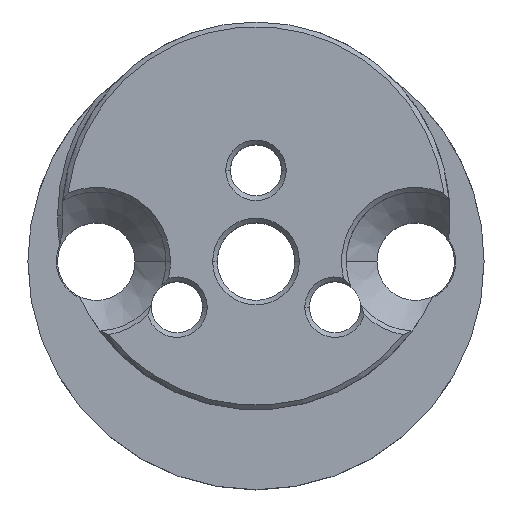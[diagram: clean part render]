
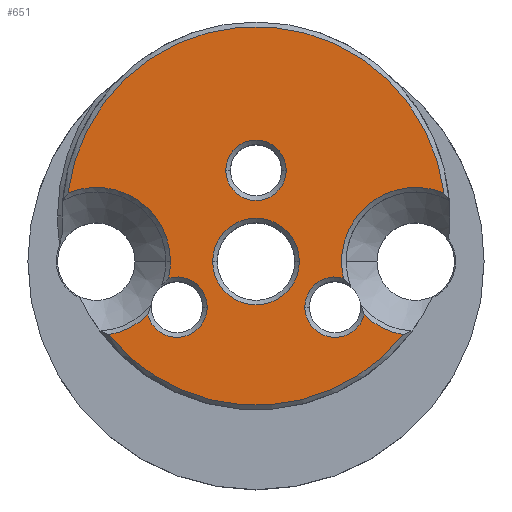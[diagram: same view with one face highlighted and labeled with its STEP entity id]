
A CAD part, top view. The second image highlights one B-rep face of the part: STEP entity #651.
In plain terms, the highlighted planar face has unit normal (0, 0, 1).
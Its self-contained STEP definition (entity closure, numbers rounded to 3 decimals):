
#2 = DIRECTION ( 'NONE',  ( 0., 0., -1. ) ) ;
#9 = CARTESIAN_POINT ( 'NONE',  ( 1.9, 0., 8. ) ) ;
#16 = DIRECTION ( 'NONE',  ( 0., 0., -1. ) ) ;
#41 = DIRECTION ( 'NONE',  ( 1., 0., 0. ) ) ;
#42 = DIRECTION ( 'NONE',  ( 0., 0., -1. ) ) ;
#53 = DIRECTION ( 'NONE',  ( 0., 0., 1. ) ) ;
#60 = AXIS2_PLACEMENT_3D ( 'NONE', #770, #16, #1366 ) ;
#77 = ORIENTED_EDGE ( 'NONE', *, *, #921, .T. ) ;
#93 = DIRECTION ( 'NONE',  ( 1., 0., 0. ) ) ;
#120 = VERTEX_POINT ( 'NONE', #1686 ) ;
#124 = VERTEX_POINT ( 'NONE', #791 ) ;
#138 = ORIENTED_EDGE ( 'NONE', *, *, #409, .T. ) ;
#152 = DIRECTION ( 'NONE',  ( 1., 0., 0. ) ) ;
#190 = CIRCLE ( 'NONE', #731, 1.325 ) ;
#254 = AXIS2_PLACEMENT_3D ( 'NONE', #749, #265, #1804 ) ;
#259 = EDGE_CURVE ( 'NONE', #812, #1271, #1853, .T. ) ;
#260 = AXIS2_PLACEMENT_3D ( 'NONE', #308, #2, #762 ) ;
#265 = DIRECTION ( 'NONE',  ( 0., 0., 1. ) ) ;
#271 = ORIENTED_EDGE ( 'NONE', *, *, #1876, .T. ) ;
#308 = CARTESIAN_POINT ( 'NONE',  ( 7., 0., 8. ) ) ;
#324 = AXIS2_PLACEMENT_3D ( 'NONE', #1099, #42, #1270 ) ;
#327 = CIRCLE ( 'NONE', #893, 1.9 ) ;
#338 = DIRECTION ( 'NONE',  ( 0., 0., -1. ) ) ;
#360 = CIRCLE ( 'NONE', #454, 3.25 ) ;
#375 = CARTESIAN_POINT ( 'NONE',  ( 0., 0., 8. ) ) ;
#376 = CARTESIAN_POINT ( 'NONE',  ( -3.464, -2., 8. ) ) ;
#380 = VERTEX_POINT ( 'NONE', #721 ) ;
#396 = DIRECTION ( 'NONE',  ( 0., 0., -1. ) ) ;
#402 = ORIENTED_EDGE ( 'NONE', *, *, #1701, .T. ) ;
#409 = EDGE_CURVE ( 'NONE', #120, #1634, #1819, .T. ) ;
#410 = CARTESIAN_POINT ( 'NONE',  ( -3.832, -0.727, 8. ) ) ;
#412 = VERTEX_POINT ( 'NONE', #1058 ) ;
#416 = CIRCLE ( 'NONE', #1922, 1.325 ) ;
#454 = AXIS2_PLACEMENT_3D ( 'NONE', #1863, #338, #1231 ) ;
#475 = CARTESIAN_POINT ( 'NONE',  ( -2.139, -2., 8. ) ) ;
#484 = DIRECTION ( 'NONE',  ( 1., 0., 0. ) ) ;
#503 = VERTEX_POINT ( 'NONE', #1563 ) ;
#513 = CARTESIAN_POINT ( 'NONE',  ( 1.325, 4., 8. ) ) ;
#524 = FACE_BOUND ( 'NONE', #1164, .T. ) ;
#526 = CARTESIAN_POINT ( 'NONE',  ( 0., 4., 8. ) ) ;
#537 = AXIS2_PLACEMENT_3D ( 'NONE', #752, #1341, #152 ) ;
#541 = ORIENTED_EDGE ( 'NONE', *, *, #1549, .T. ) ;
#545 = DIRECTION ( 'NONE',  ( 0., 0., -1. ) ) ;
#559 = EDGE_CURVE ( 'NONE', #503, #812, #1787, .T. ) ;
#606 = ORIENTED_EDGE ( 'NONE', *, *, #1661, .T. ) ;
#623 = VERTEX_POINT ( 'NONE', #1282 ) ;
#629 = DIRECTION ( 'NONE',  ( 0., 0., -1. ) ) ;
#651 = ADVANCED_FACE ( 'NONE', ( #524, #845, #1130 ), #1429, .T. ) ;
#658 = CARTESIAN_POINT ( 'NONE',  ( 0., 0., 8. ) ) ;
#669 = CIRCLE ( 'NONE', #324, 3.25 ) ;
#670 = CIRCLE ( 'NONE', #1864, 1.325 ) ;
#678 = ORIENTED_EDGE ( 'NONE', *, *, #1487, .T. ) ;
#712 = DIRECTION ( 'NONE',  ( 0., 0., -1. ) ) ;
#721 = CARTESIAN_POINT ( 'NONE',  ( 3.832, -0.727, 8. ) ) ;
#731 = AXIS2_PLACEMENT_3D ( 'NONE', #936, #1552, #1848 ) ;
#749 = CARTESIAN_POINT ( 'NONE',  ( 0., 2., 8. ) ) ;
#751 = CARTESIAN_POINT ( 'NONE',  ( -7., 0., 8. ) ) ;
#752 = CARTESIAN_POINT ( 'NONE',  ( 3.464, -2., 8. ) ) ;
#762 = DIRECTION ( 'NONE',  ( 1., 0., 0. ) ) ;
#770 = CARTESIAN_POINT ( 'NONE',  ( 3.464, -2., 8. ) ) ;
#791 = CARTESIAN_POINT ( 'NONE',  ( -1.325, 4., 8. ) ) ;
#792 = CARTESIAN_POINT ( 'NONE',  ( 6.465, -3.206, 8. ) ) ;
#795 = CIRCLE ( 'NONE', #1305, 8.3 ) ;
#802 = CARTESIAN_POINT ( 'NONE',  ( -7., 0., 8. ) ) ;
#806 = CARTESIAN_POINT ( 'NONE',  ( -1.9, 0., 8. ) ) ;
#812 = VERTEX_POINT ( 'NONE', #410 ) ;
#823 = EDGE_CURVE ( 'NONE', #1718, #623, #1788, .T. ) ;
#826 = CIRCLE ( 'NONE', #60, 1.325 ) ;
#845 = FACE_OUTER_BOUND ( 'NONE', #1142, .T. ) ;
#863 = ORIENTED_EDGE ( 'NONE', *, *, #1321, .T. ) ;
#893 = AXIS2_PLACEMENT_3D ( 'NONE', #375, #545, #969 ) ;
#897 = EDGE_CURVE ( 'NONE', #1854, #412, #826, .T. ) ;
#909 = ORIENTED_EDGE ( 'NONE', *, *, #259, .T. ) ;
#915 = AXIS2_PLACEMENT_3D ( 'NONE', #802, #1410, #41 ) ;
#921 = EDGE_CURVE ( 'NONE', #1271, #120, #190, .T. ) ;
#936 = CARTESIAN_POINT ( 'NONE',  ( -3.464, -2., 8. ) ) ;
#938 = DIRECTION ( 'NONE',  ( 1., 0., 0. ) ) ;
#950 = AXIS2_PLACEMENT_3D ( 'NONE', #751, #1358, #1831 ) ;
#969 = DIRECTION ( 'NONE',  ( 1., 0., 0. ) ) ;
#974 = VERTEX_POINT ( 'NONE', #9 ) ;
#1003 = DIRECTION ( 'NONE',  ( 1., 0., 0. ) ) ;
#1016 = CIRCLE ( 'NONE', #1700, 1.9 ) ;
#1020 = ORIENTED_EDGE ( 'NONE', *, *, #1633, .T. ) ;
#1058 = CARTESIAN_POINT ( 'NONE',  ( 2.139, -2., 8. ) ) ;
#1099 = CARTESIAN_POINT ( 'NONE',  ( 7., 0., 8. ) ) ;
#1123 = CARTESIAN_POINT ( 'NONE',  ( 4.745, -2.34, 8. ) ) ;
#1130 = FACE_BOUND ( 'NONE', #1611, .T. ) ;
#1138 = DIRECTION ( 'NONE',  ( 0., 0., -1. ) ) ;
#1142 = EDGE_LOOP ( 'NONE', ( #1203, #402, #1280, #909, #77, #138, #863, #1020, #1631, #541, #606 ) ) ;
#1164 = EDGE_LOOP ( 'NONE', ( #1417, #1737 ) ) ;
#1203 = ORIENTED_EDGE ( 'NONE', *, *, #823, .T. ) ;
#1231 = DIRECTION ( 'NONE',  ( 1., 0., 0. ) ) ;
#1258 = VERTEX_POINT ( 'NONE', #792 ) ;
#1266 = VERTEX_POINT ( 'NONE', #806 ) ;
#1270 = DIRECTION ( 'NONE',  ( 1., 0., 0. ) ) ;
#1271 = VERTEX_POINT ( 'NONE', #475 ) ;
#1280 = ORIENTED_EDGE ( 'NONE', *, *, #559, .T. ) ;
#1282 = CARTESIAN_POINT ( 'NONE',  ( -8.239, 3.005, 8. ) ) ;
#1305 = AXIS2_PLACEMENT_3D ( 'NONE', #1867, #53, #484 ) ;
#1307 = CIRCLE ( 'NONE', #537, 1.325 ) ;
#1321 = EDGE_CURVE ( 'NONE', #1634, #1258, #795, .T. ) ;
#1341 = DIRECTION ( 'NONE',  ( 0., 0., -1. ) ) ;
#1358 = DIRECTION ( 'NONE',  ( 0., 0., -1. ) ) ;
#1362 = VERTEX_POINT ( 'NONE', #513 ) ;
#1366 = DIRECTION ( 'NONE',  ( 1., 0., 0. ) ) ;
#1396 = AXIS2_PLACEMENT_3D ( 'NONE', #376, #396, #1615 ) ;
#1410 = DIRECTION ( 'NONE',  ( 0., 0., -1. ) ) ;
#1417 = ORIENTED_EDGE ( 'NONE', *, *, #1895, .T. ) ;
#1429 = PLANE ( 'NONE',  #1727 ) ;
#1461 = CARTESIAN_POINT ( 'NONE',  ( 0., 4., 8. ) ) ;
#1487 = EDGE_CURVE ( 'NONE', #1362, #124, #416, .T. ) ;
#1495 = CARTESIAN_POINT ( 'NONE',  ( -6.465, -3.206, 8. ) ) ;
#1549 = EDGE_CURVE ( 'NONE', #412, #380, #1307, .T. ) ;
#1552 = DIRECTION ( 'NONE',  ( 0., 0., -1. ) ) ;
#1563 = CARTESIAN_POINT ( 'NONE',  ( -3.75, 0., 8. ) ) ;
#1564 = CARTESIAN_POINT ( 'NONE',  ( 8.239, 3.005, 8. ) ) ;
#1611 = EDGE_LOOP ( 'NONE', ( #678, #271 ) ) ;
#1615 = DIRECTION ( 'NONE',  ( 1., 0., 0. ) ) ;
#1631 = ORIENTED_EDGE ( 'NONE', *, *, #897, .T. ) ;
#1633 = EDGE_CURVE ( 'NONE', #1258, #1854, #1829, .T. ) ;
#1634 = VERTEX_POINT ( 'NONE', #1495 ) ;
#1661 = EDGE_CURVE ( 'NONE', #380, #1718, #669, .T. ) ;
#1686 = CARTESIAN_POINT ( 'NONE',  ( -4.745, -2.34, 8. ) ) ;
#1700 = AXIS2_PLACEMENT_3D ( 'NONE', #658, #629, #938 ) ;
#1701 = EDGE_CURVE ( 'NONE', #623, #503, #360, .T. ) ;
#1718 = VERTEX_POINT ( 'NONE', #1564 ) ;
#1727 = AXIS2_PLACEMENT_3D ( 'NONE', #1899, #1913, #1772 ) ;
#1737 = ORIENTED_EDGE ( 'NONE', *, *, #1770, .T. ) ;
#1770 = EDGE_CURVE ( 'NONE', #1266, #974, #1016, .T. ) ;
#1772 = DIRECTION ( 'NONE',  ( 1., 0., 0. ) ) ;
#1787 = CIRCLE ( 'NONE', #915, 3.25 ) ;
#1788 = CIRCLE ( 'NONE', #254, 8.3 ) ;
#1804 = DIRECTION ( 'NONE',  ( 1., 0., 0. ) ) ;
#1819 = CIRCLE ( 'NONE', #950, 3.25 ) ;
#1829 = CIRCLE ( 'NONE', #260, 3.25 ) ;
#1831 = DIRECTION ( 'NONE',  ( 1., 0., 0. ) ) ;
#1848 = DIRECTION ( 'NONE',  ( 1., 0., 0. ) ) ;
#1853 = CIRCLE ( 'NONE', #1396, 1.325 ) ;
#1854 = VERTEX_POINT ( 'NONE', #1123 ) ;
#1863 = CARTESIAN_POINT ( 'NONE',  ( -7., 0., 8. ) ) ;
#1864 = AXIS2_PLACEMENT_3D ( 'NONE', #526, #1138, #1003 ) ;
#1867 = CARTESIAN_POINT ( 'NONE',  ( 0., 2., 8. ) ) ;
#1876 = EDGE_CURVE ( 'NONE', #124, #1362, #670, .T. ) ;
#1895 = EDGE_CURVE ( 'NONE', #974, #1266, #327, .T. ) ;
#1899 = CARTESIAN_POINT ( 'NONE',  ( 0., 2., 8. ) ) ;
#1913 = DIRECTION ( 'NONE',  ( 0., 0., 1. ) ) ;
#1922 = AXIS2_PLACEMENT_3D ( 'NONE', #1461, #712, #93 ) ;
